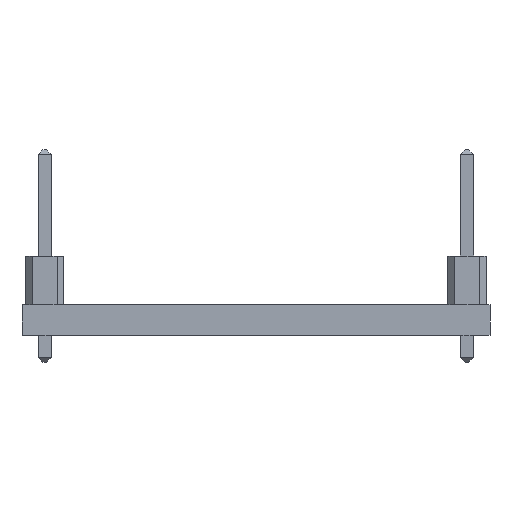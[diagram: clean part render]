
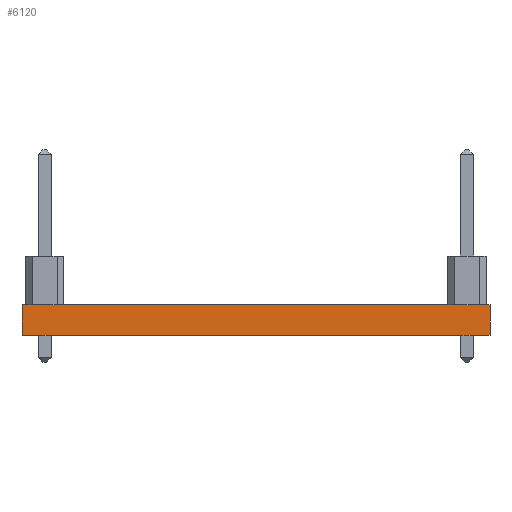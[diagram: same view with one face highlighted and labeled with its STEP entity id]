
A CAD part, front view. The second image highlights one B-rep face of the part: STEP entity #6120.
In plain terms, the highlighted planar face has unit normal (0, -1, 0).
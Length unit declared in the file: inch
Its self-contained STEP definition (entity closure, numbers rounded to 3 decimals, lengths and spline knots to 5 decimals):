
#330 = LINE ( 'NONE', #3194, #3572 ) ;
#512 = VERTEX_POINT ( 'NONE', #8609 ) ;
#1100 = AXIS2_PLACEMENT_3D ( 'NONE', #11538, #11783, #7040 ) ;
#1555 = DIRECTION ( 'NONE',  ( 1., 0., 0. ) ) ;
#1558 = VECTOR ( 'NONE', #9909, 39.37008 ) ;
#1857 = ORIENTED_EDGE ( 'NONE', *, *, #11915, .F. ) ;
#2313 = DIRECTION ( 'NONE',  ( 0., 0., -1. ) ) ;
#2535 = ORIENTED_EDGE ( 'NONE', *, *, #8920, .F. ) ;
#2611 = CARTESIAN_POINT ( 'NONE',  ( 0.48, 0., 0. ) ) ;
#3194 = CARTESIAN_POINT ( 'NONE',  ( 0.48, 0., 0.0625 ) ) ;
#3572 = VECTOR ( 'NONE', #2313, 39.37008 ) ;
#3609 = CARTESIAN_POINT ( 'NONE',  ( 0.48, 0., 0. ) ) ;
#4058 = ORIENTED_EDGE ( 'NONE', *, *, #10769, .T. ) ;
#6120 = ADVANCED_FACE ( 'NONE', ( #7907 ), #10789, .F. ) ;
#6598 = VERTEX_POINT ( 'NONE', #8131 ) ;
#6855 = VECTOR ( 'NONE', #1555, 39.37008 ) ;
#7040 = DIRECTION ( 'NONE',  ( -1., 0., 0. ) ) ;
#7238 = LINE ( 'NONE', #3609, #8014 ) ;
#7248 = ORIENTED_EDGE ( 'NONE', *, *, #8339, .T. ) ;
#7591 = EDGE_LOOP ( 'NONE', ( #4058, #2535, #1857, #7248 ) ) ;
#7907 = FACE_OUTER_BOUND ( 'NONE', #7591, .T. ) ;
#8014 = VECTOR ( 'NONE', #10285, 39.37008 ) ;
#8131 = CARTESIAN_POINT ( 'NONE',  ( -0.48, 0., 0. ) ) ;
#8238 = CARTESIAN_POINT ( 'NONE',  ( 0.48, 0., 0.0625 ) ) ;
#8251 = VERTEX_POINT ( 'NONE', #2611 ) ;
#8339 = EDGE_CURVE ( 'NONE', #10917, #6598, #9091, .T. ) ;
#8609 = CARTESIAN_POINT ( 'NONE',  ( 0.48, 0., 0.0625 ) ) ;
#8920 = EDGE_CURVE ( 'NONE', #512, #8251, #330, .T. ) ;
#9091 = LINE ( 'NONE', #10731, #1558 ) ;
#9909 = DIRECTION ( 'NONE',  ( 0., 0., -1. ) ) ;
#10285 = DIRECTION ( 'NONE',  ( 1., 0., 0. ) ) ;
#10351 = LINE ( 'NONE', #8238, #6855 ) ;
#10731 = CARTESIAN_POINT ( 'NONE',  ( -0.48, 0., 0.0625 ) ) ;
#10769 = EDGE_CURVE ( 'NONE', #6598, #8251, #7238, .T. ) ;
#10789 = PLANE ( 'NONE',  #1100 ) ;
#10917 = VERTEX_POINT ( 'NONE', #12362 ) ;
#11538 = CARTESIAN_POINT ( 'NONE',  ( 0.48, 0., 0.0625 ) ) ;
#11783 = DIRECTION ( 'NONE',  ( 0., 1., 0. ) ) ;
#11915 = EDGE_CURVE ( 'NONE', #10917, #512, #10351, .T. ) ;
#12362 = CARTESIAN_POINT ( 'NONE',  ( -0.48, 0., 0.0625 ) ) ;
